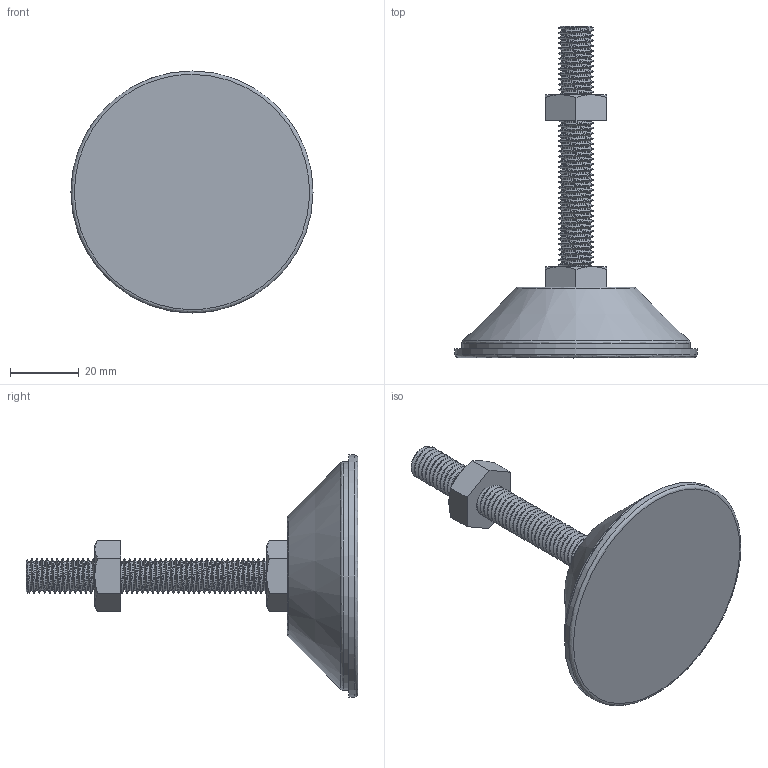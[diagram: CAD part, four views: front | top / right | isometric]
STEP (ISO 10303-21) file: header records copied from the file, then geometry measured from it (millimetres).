
FILE_DESCRIPTION (( 'STEP AP203' ), '1' );
FILE_NAME ('AL-340.0201A.01 Îïîðà ðåãóëèðóåìàÿ D70 M10 70 ìì.STEP', '2023-08-09T05:57:59', ( '' ), ( '' ), 'SwSTEP 2.0', 'SolidWorks 2021', '' );
FILE_SCHEMA (( 'CONFIG_CONTROL_DESIGN' ));
Length unit declared in the file: millimetre
Products named in the file (4): hex thin nut chamfered gradeab_iso_ISO - 4035 - M12 - S; AL-340.02A.01-01; AL-340.02A.01-02_10 70; AL-340.0201A.01 Îïîðà ðåãóëèðóåìàÿ D70 M10 70 ìì
Assembly tree (4 placements, depth 2):
  AL-340.0201A.01 Îïîðà ðåãóëèðóåìàÿ D70 M10 70 ìì
    AL-340.02A.01-01
    hex thin nut chamfered gradeab_iso_ISO - 4035 - M12 - S  x2
    AL-340.02A.01-02_10 70
Bounding box: 70.4 x 96.5 x 70.4 mm (x, y, z)
Volume: 57839.9 mm3; surface area: 15565 mm2
Topology: 4 solids, 4 shells, 69 faces, 155 edges, 97 vertices
Faces by surface type: cone 28, plane 24, cylinder 11, bspline 6
Full cylindrical faces by diameter (mm): 10.2 x6, 12 x2, 66.4 x1, 70.4 x1
Entity records: 9035 total; most frequent: CARTESIAN_POINT 7849, DIRECTION 155, ORIENTED_EDGE 132, AXIS2_PLACEMENT_3D 71, EDGE_CURVE 66, EDGE_LOOP 63, FACE_OUTER_BOUND 52, VERTEX_POINT 49
